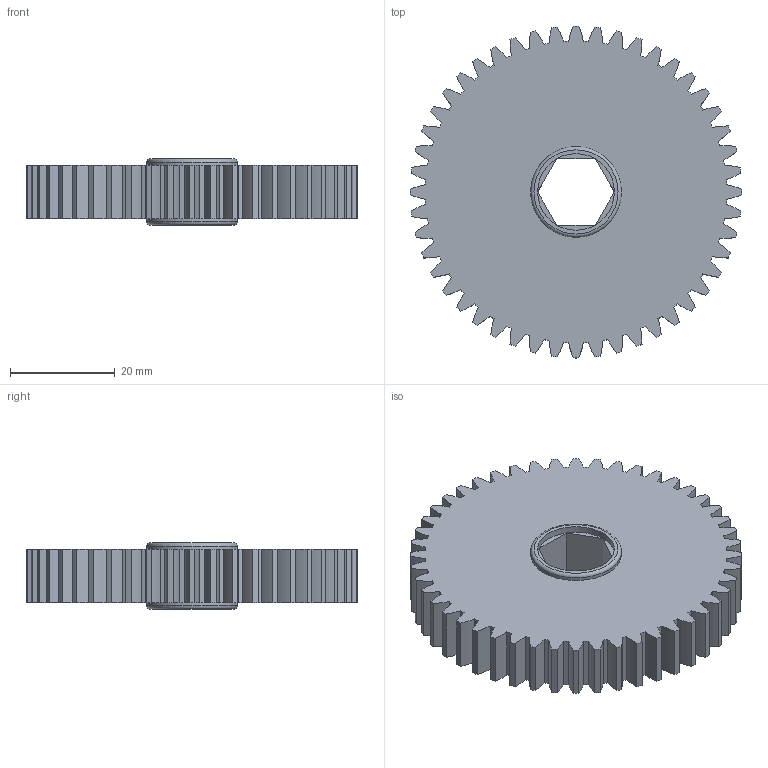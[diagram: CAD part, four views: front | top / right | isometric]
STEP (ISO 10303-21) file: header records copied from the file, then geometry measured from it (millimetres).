
FILE_DESCRIPTION(/* description */ (''),/* implementation_level */ '2;1');
FILE_NAME(/* name */ 'DBK_48T_Gear_am-0885.ipt.step',/* time_stamp */ '2014-01-07T10:55:12-08:00',/* author */ ('Autodesk Inc.'),/* organization */ ('Autodesk Inc.'),/* preprocessor_version */ 'ST-DEVELOPER v15.2',/* originating_system */ 'Autodesk Inventor 2014',/* authorisation */ '');
FILE_SCHEMA (('AUTOMOTIVE_DESIGN { 1 0 10303 214 3 1 1 }'));
Length unit declared in the file: inch
Products named in the file (1): DBK_48T_Gear_am-0885
Bounding box: 63.5 x 63.5 x 12.7 mm (x, y, z)
Volume: 28237.3 mm3; surface area: 10121.6 mm2
Topology: 1 solids, 1 shells, 220 faces, 620 edges, 404 vertices
Faces by surface type: cylinder 196, plane 22, torus 2
Full cylindrical faces by diameter (mm): 14.665 x2, 17.374 x2
Entity records: 7323 total; most frequent: DIRECTION 1460, CARTESIAN_POINT 1239, ORIENTED_EDGE 1228, AXIS2_PLACEMENT_3D 625, EDGE_CURVE 614, CIRCLE 404, VERTEX_POINT 404, EDGE_LOOP 230
